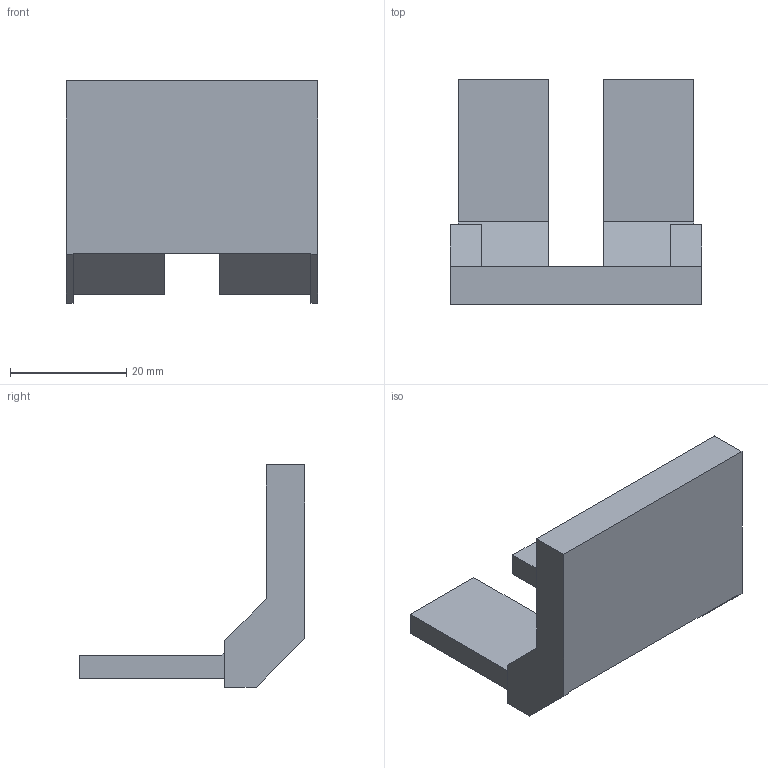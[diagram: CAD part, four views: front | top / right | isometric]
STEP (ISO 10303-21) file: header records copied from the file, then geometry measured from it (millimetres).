
FILE_DESCRIPTION(('Creo Elements/Direct Modeling STEP Export'),'2;1');
FILE_NAME('model.stp','2017-11-21T15:09:31',(''),(''),'Creo Elements/Direct Modeling STEP processor for AP214 (Solid Model)','Creo Elements/Direct Modeling 18.1I 14-Aug-2016 (C) Parametric Technology GmbH','');
FILE_SCHEMA(('AUTOMOTIVE_DESIGN { 1 0 10303 214 1 1 1 1 }'));
Length unit declared in the file: millimetre
Products named in the file (2): EB_2_25_UKH-select
Assembly tree (1 placements, depth 2):
  EB_2_25_UKH-select
    EB_2_25_UKH-select
Bounding box: 43.3 x 38.8 x 38.2 mm (x, y, z)
Volume: 12559.8 mm3; surface area: 6877 mm2
Topology: 1 solids, 1 shells, 36 faces, 100 edges, 66 vertices
Faces by surface type: plane 36
Entity records: 1447 total; most frequent: CARTESIAN_POINT 201, ORIENTED_EDGE 200, DIRECTION 171, EDGE_CURVE 100, VECTOR 99, LINE 99, VERTEX_POINT 66, COLOUR_RGB 37
